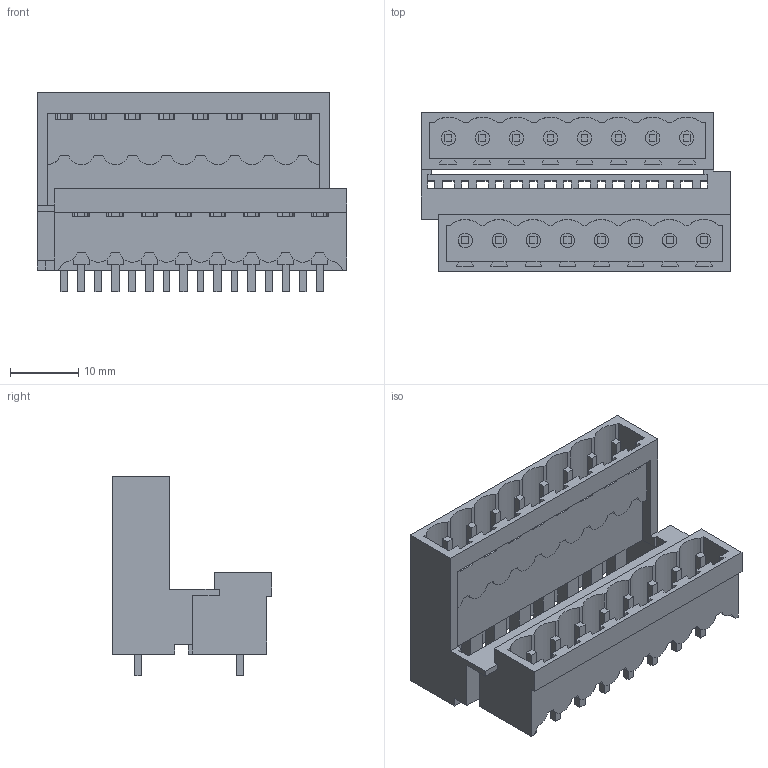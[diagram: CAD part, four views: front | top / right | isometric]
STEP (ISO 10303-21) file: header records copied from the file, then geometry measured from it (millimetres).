
FILE_DESCRIPTION(('CATIA V5 STEP Exchange','CAx-IF Rec.Pracs.--- Model Styling and Organization---1.2---2011-12-15'),'2;1');
FILE_NAME ('D1457623_0_1862380000_1862380000.stp','2018-03-29T10:31:02+00:00',('none'),('Weidmueller'),'CATIA Version 5-6 Release 2014','CATIA V5 STEP AP214','none');
FILE_SCHEMA(('AUTOMOTIVE_DESIGN { 1 0 10303 214 1 1 1 1 }'));
Length unit declared in the file: millimetre
Products named in the file (1): 1862380000
Bounding box: 45.5 x 23.43 x 29.36 mm (x, y, z)
Volume: 7174.4 mm3; surface area: 11939 mm2
Topology: 17 solids, 17 shells, 623 faces, 2075 edges, 1453 vertices
Faces by surface type: plane 557, cylinder 64, extrusion 2
Entity records: 22488 total; most frequent: ORIENTED_EDGE 4150, CARTESIAN_POINT 4133, DIRECTION 2992, EDGE_CURVE 2075, VECTOR 1783, LINE 1781, VERTEX_POINT 1453, AXIS2_PLACEMENT_3D 742
